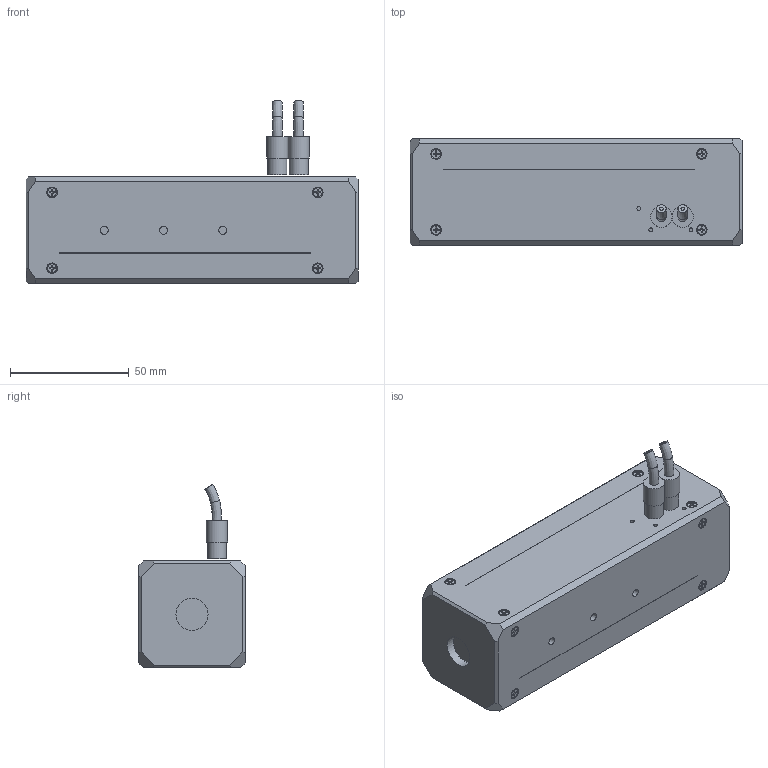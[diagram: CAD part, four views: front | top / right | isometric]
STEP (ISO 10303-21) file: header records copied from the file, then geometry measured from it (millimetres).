
FILE_DESCRIPTION(/* description */ (''),/* implementation_level */ '2;1');
FILE_NAME(/* name */ 'MEX13-v2 v2.3.step',/* time_stamp */ '2023-09-06T16:22:25+03:00',/* author */ (''),/* organization */ (''),/* preprocessor_version */ 'ST-DEVELOPER v20',/* originating_system */ 'Autodesk Translation Framework v12.9.0.99',/* authorisation */ '');
FILE_SCHEMA (('AUTOMOTIVE_DESIGN { 1 0 10303 214 3 1 1 }'));
Length unit declared in the file: millimetre
Products named in the file (4): MEX13v2.3; M2x5; Connector; Component53
Assembly tree (19 placements, depth 2):
  MEX13v2.3
    M2x5  x16
    Connector  x2
    Component53
Bounding box: 140 x 45 x 77.33 mm (x, y, z)
Volume: 279480.5 mm3; surface area: 38473.4 mm2
Topology: 19 solids, 36 shells, 1060 faces, 2857 edges, 1890 vertices
Faces by surface type: plane 458, cylinder 379, cone 187, bspline 36
Full cylindrical faces by diameter (mm): 1.459 x128, 1.623 x3, 2 x144, 2.5 x16, 3.332 x3, 8 x2, 9 x2, 13.505 x1, 26.088 x1
Entity records: 11030 total; most frequent: CARTESIAN_POINT 3881, DIRECTION 1466, ORIENTED_EDGE 1398, EDGE_CURVE 699, AXIS2_PLACEMENT_3D 525, VERTEX_POINT 457, LINE 416, VECTOR 416
